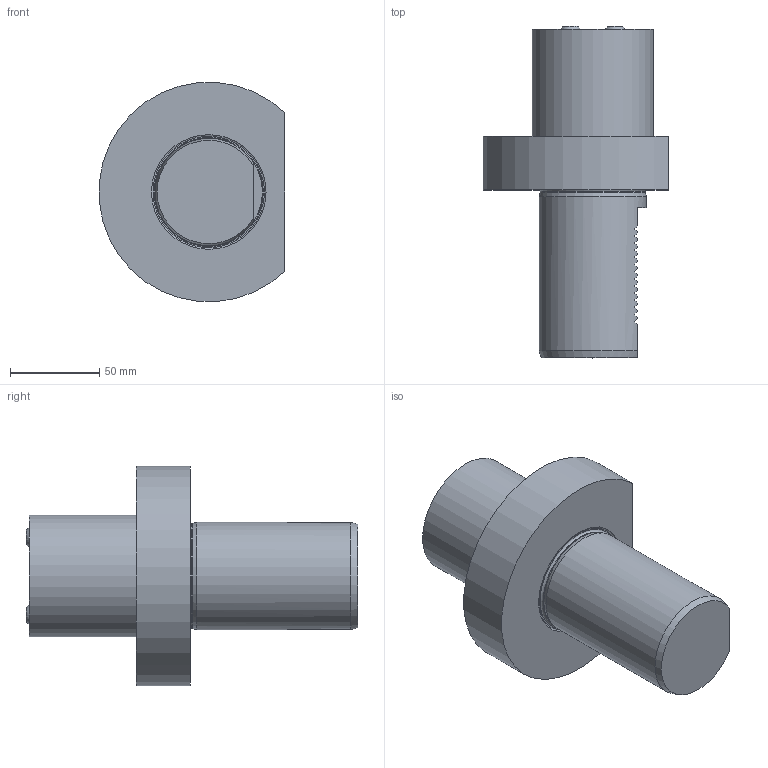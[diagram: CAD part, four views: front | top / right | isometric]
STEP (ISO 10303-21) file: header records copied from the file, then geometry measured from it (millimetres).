
FILE_DESCRIPTION (( 'STEP AP214' ), '1' );
FILE_NAME ('E260X16.STEP', '2025-07-12T07:14:11', ( '' ), ( '' ), 'SwSTEP 2.0', 'SolidWorks 2023', '' );
FILE_SCHEMA (( 'AUTOMOTIVE_DESIGN' ));
Length unit declared in the file: millimetre
Products named in the file (1): E260X16
Bounding box: 103.77 x 185.77 x 122.69 mm (x, y, z)
Volume: 780115.1 mm3; surface area: 67233.8 mm2
Topology: 1 solids, 1 shells, 282 faces, 742 edges, 495 vertices
Faces by surface type: plane 192, cylinder 45, bspline 38, torus 3, cone 2, sphere 2
Full cylindrical faces by diameter (mm): 1.7 x1, 2.1 x1, 6.366 x1, 16 x1, 58.7 x1, 60 x1, 68 x1
Entity records: 13168 total; most frequent: CARTESIAN_POINT 4497, ORIENTED_EDGE 1458, DIRECTION 1129, EDGE_CURVE 729, LINE 495, VECTOR 495, VERTEX_POINT 493, EDGE_LOOP 326
